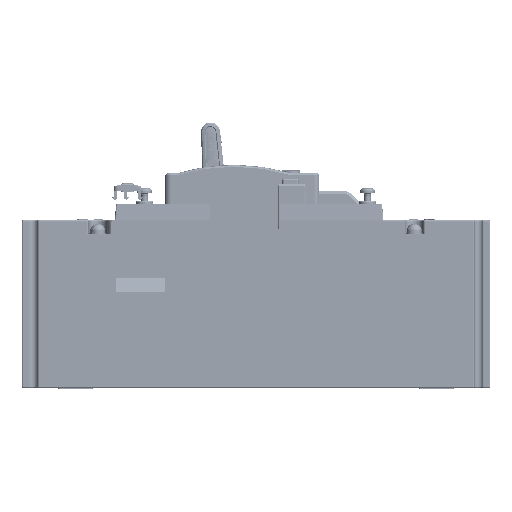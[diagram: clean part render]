
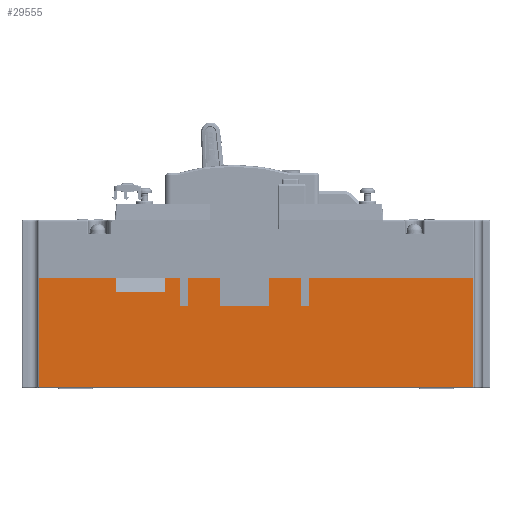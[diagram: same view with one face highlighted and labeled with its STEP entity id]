
A CAD part, front view. The second image highlights one B-rep face of the part: STEP entity #29555.
In plain terms, the highlighted planar face has unit normal (0, -1, 0).
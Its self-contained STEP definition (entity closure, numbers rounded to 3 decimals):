
#6362=FACE_OUTER_BOUND('',#39788,.T.);
#13611=LINE('',#173190,#21989);
#13615=LINE('',#173198,#21993);
#13619=LINE('',#173206,#21997);
#13961=LINE('',#174255,#22339);
#13963=LINE('',#174259,#22341);
#13964=LINE('',#174261,#22342);
#13966=LINE('',#174265,#22344);
#13967=LINE('',#174267,#22345);
#13970=LINE('',#174275,#22348);
#13973=LINE('',#174283,#22351);
#13974=LINE('',#174285,#22352);
#13977=LINE('',#174293,#22355);
#13980=LINE('',#174301,#22358);
#13982=LINE('',#174305,#22360);
#13986=LINE('',#174315,#22364);
#13989=LINE('',#174323,#22367);
#14338=LINE('',#175342,#22716);
#14339=LINE('',#175343,#22717);
#14360=LINE('',#175394,#22738);
#14443=LINE('',#175665,#22821);
#21989=VECTOR('',#119205,1.);
#21993=VECTOR('',#119209,1.);
#21997=VECTOR('',#119213,1.);
#22339=VECTOR('',#120227,1.);
#22341=VECTOR('',#120231,1.);
#22342=VECTOR('',#120234,1.);
#22344=VECTOR('',#120238,1.);
#22345=VECTOR('',#120241,1.);
#22348=VECTOR('',#120250,1.);
#22351=VECTOR('',#120259,1.);
#22352=VECTOR('',#120262,1.);
#22355=VECTOR('',#120271,1.);
#22358=VECTOR('',#120280,1.);
#22360=VECTOR('',#120284,1.);
#22364=VECTOR('',#120294,1.);
#22367=VECTOR('',#120303,1.);
#22716=VECTOR('',#121206,1.);
#22717=VECTOR('',#121207,1.);
#22738=VECTOR('',#121248,1.);
#22821=VECTOR('',#121461,1.);
#29555=ADVANCED_FACE('',(#6362),#32956,.T.);
#32956=PLANE('',#98246);
#39788=EDGE_LOOP('',(#62791,#62792,#62793,#62794,#62795,#62796,#62797,#62798,
#62799,#62800,#62801,#62802,#62803,#62804,#62805,#62806,#62807,#62808,#62809,
#62810,#62811,#62812,#62813,#62814,#62815,#62816));
#62791=ORIENTED_EDGE('',*,*,#86351,.T.);
#62792=ORIENTED_EDGE('',*,*,#86487,.T.);
#62793=ORIENTED_EDGE('',*,*,#86323,.F.);
#62794=ORIENTED_EDGE('',*,*,#85866,.T.);
#62795=ORIENTED_EDGE('',*,*,#85864,.T.);
#62796=ORIENTED_EDGE('',*,*,#85862,.F.);
#62797=ORIENTED_EDGE('',*,*,#85860,.T.);
#62798=ORIENTED_EDGE('',*,*,#85857,.F.);
#62799=ORIENTED_EDGE('',*,*,#86322,.F.);
#62800=ORIENTED_EDGE('',*,*,#85855,.F.);
#62801=ORIENTED_EDGE('',*,*,#85853,.T.);
#62802=ORIENTED_EDGE('',*,*,#85851,.T.);
#62803=ORIENTED_EDGE('',*,*,#85849,.T.);
#62804=ORIENTED_EDGE('',*,*,#85847,.T.);
#62805=ORIENTED_EDGE('',*,*,#85329,.F.);
#62806=ORIENTED_EDGE('',*,*,#85846,.T.);
#62807=ORIENTED_EDGE('',*,*,#85844,.T.);
#62808=ORIENTED_EDGE('',*,*,#85842,.F.);
#62809=ORIENTED_EDGE('',*,*,#85840,.T.);
#62810=ORIENTED_EDGE('',*,*,#85838,.F.);
#62811=ORIENTED_EDGE('',*,*,#85325,.T.);
#62812=ORIENTED_EDGE('',*,*,#85837,.F.);
#62813=ORIENTED_EDGE('',*,*,#85835,.T.);
#62814=ORIENTED_EDGE('',*,*,#85834,.T.);
#62815=ORIENTED_EDGE('',*,*,#85321,.T.);
#62816=ORIENTED_EDGE('',*,*,#85832,.T.);
#73483=VERTEX_POINT('',#173189);
#73484=VERTEX_POINT('',#173191);
#73487=VERTEX_POINT('',#173197);
#73488=VERTEX_POINT('',#173199);
#73491=VERTEX_POINT('',#173205);
#73492=VERTEX_POINT('',#173207);
#73816=VERTEX_POINT('',#174254);
#73817=VERTEX_POINT('',#174258);
#73818=VERTEX_POINT('',#174262);
#73819=VERTEX_POINT('',#174268);
#73820=VERTEX_POINT('',#174272);
#73821=VERTEX_POINT('',#174276);
#73822=VERTEX_POINT('',#174280);
#73823=VERTEX_POINT('',#174286);
#73824=VERTEX_POINT('',#174290);
#73825=VERTEX_POINT('',#174294);
#73826=VERTEX_POINT('',#174298);
#73827=VERTEX_POINT('',#174302);
#73828=VERTEX_POINT('',#174306);
#73829=VERTEX_POINT('',#174307);
#73830=VERTEX_POINT('',#174312);
#73831=VERTEX_POINT('',#174316);
#73832=VERTEX_POINT('',#174320);
#73833=VERTEX_POINT('',#174324);
#74086=VERTEX_POINT('',#175344);
#74105=VERTEX_POINT('',#175393);
#85321=EDGE_CURVE('',#73484,#73483,#13611,.T.);
#85325=EDGE_CURVE('',#73488,#73487,#13615,.T.);
#85329=EDGE_CURVE('',#73491,#73492,#13619,.T.);
#85832=EDGE_CURVE('',#73483,#73816,#13961,.T.);
#85834=EDGE_CURVE('',#73817,#73484,#13963,.T.);
#85835=EDGE_CURVE('',#73818,#73817,#13964,.T.);
#85837=EDGE_CURVE('',#73818,#73487,#13966,.T.);
#85838=EDGE_CURVE('',#73488,#73819,#13967,.T.);
#85840=EDGE_CURVE('',#73820,#73819,#90440,.T.);
#85842=EDGE_CURVE('',#73820,#73821,#13970,.T.);
#85844=EDGE_CURVE('',#73822,#73821,#90441,.T.);
#85846=EDGE_CURVE('',#73491,#73822,#13973,.T.);
#85847=EDGE_CURVE('',#73823,#73492,#13974,.T.);
#85849=EDGE_CURVE('',#73824,#73823,#90442,.T.);
#85851=EDGE_CURVE('',#73825,#73824,#13977,.T.);
#85853=EDGE_CURVE('',#73826,#73825,#90443,.T.);
#85855=EDGE_CURVE('',#73826,#73827,#13980,.T.);
#85857=EDGE_CURVE('',#73828,#73829,#13982,.T.);
#85860=EDGE_CURVE('',#73830,#73829,#90444,.T.);
#85862=EDGE_CURVE('',#73830,#73831,#13986,.T.);
#85864=EDGE_CURVE('',#73832,#73831,#90445,.T.);
#85866=EDGE_CURVE('',#73833,#73832,#13989,.T.);
#86322=EDGE_CURVE('',#73827,#73828,#14338,.T.);
#86323=EDGE_CURVE('',#73833,#74086,#14339,.T.);
#86351=EDGE_CURVE('',#73816,#74105,#14360,.T.);
#86487=EDGE_CURVE('',#74105,#74086,#14443,.T.);
#90440=CIRCLE('',#97875,0.5);
#90441=CIRCLE('',#97878,0.5);
#90442=CIRCLE('',#97882,0.5);
#90443=CIRCLE('',#97885,0.5);
#90444=CIRCLE('',#97889,0.5);
#90445=CIRCLE('',#97892,0.5);
#97875=AXIS2_PLACEMENT_3D('',#174271,#120245,#120246);
#97878=AXIS2_PLACEMENT_3D('',#174279,#120254,#120255);
#97882=AXIS2_PLACEMENT_3D('',#174289,#120266,#120267);
#97885=AXIS2_PLACEMENT_3D('',#174297,#120275,#120276);
#97889=AXIS2_PLACEMENT_3D('',#174311,#120289,#120290);
#97892=AXIS2_PLACEMENT_3D('',#174319,#120298,#120299);
#98246=AXIS2_PLACEMENT_3D('',#175666,#121462,#121463);
#119205=DIRECTION('',(-1.,0.,0.));
#119209=DIRECTION('',(-1.,0.,0.));
#119213=DIRECTION('',(1.,0.,0.));
#120227=DIRECTION('',(0.,0.,-1.));
#120231=DIRECTION('',(0.,0.,1.));
#120234=DIRECTION('',(-1.,0.,0.));
#120238=DIRECTION('',(0.,0.,1.));
#120241=DIRECTION('',(0.,0.,-1.));
#120245=DIRECTION('',(0.,1.,0.));
#120246=DIRECTION('',(1.,0.,0.));
#120250=DIRECTION('',(1.,0.,0.));
#120254=DIRECTION('',(0.,1.,0.));
#120255=DIRECTION('',(1.,0.,0.));
#120259=DIRECTION('',(0.,0.,-1.));
#120262=DIRECTION('',(0.,0.,1.));
#120266=DIRECTION('',(0.,1.,0.));
#120267=DIRECTION('',(1.,0.,0.));
#120271=DIRECTION('',(-1.,0.,0.));
#120275=DIRECTION('',(0.,1.,0.));
#120276=DIRECTION('',(1.,0.,0.));
#120280=DIRECTION('',(0.,0.,1.));
#120284=DIRECTION('',(0.,0.,-1.));
#120289=DIRECTION('',(0.,1.,0.));
#120290=DIRECTION('',(1.,0.,0.));
#120294=DIRECTION('',(1.,0.,0.));
#120298=DIRECTION('',(0.,1.,0.));
#120299=DIRECTION('',(1.,0.,0.));
#120303=DIRECTION('',(0.,0.,-1.));
#121206=DIRECTION('',(1.,0.,0.));
#121207=DIRECTION('',(1.,0.,0.));
#121248=DIRECTION('',(1.,0.,0.));
#121461=DIRECTION('',(0.,0.,1.));
#121462=DIRECTION('',(0.,-1.,0.));
#121463=DIRECTION('',(0.,0.,-1.));
#173189=CARTESIAN_POINT('',(6.96,0.,-3.));
#173190=CARTESIAN_POINT('',(7.93,0.,-3.));
#173191=CARTESIAN_POINT('',(34.766,0.,-3.));
#173197=CARTESIAN_POINT('',(52.766,0.,-3.));
#173198=CARTESIAN_POINT('',(7.93,0.,-3.));
#173199=CARTESIAN_POINT('',(58.166,0.,-3.));
#173205=CARTESIAN_POINT('',(61.166,0.,-3.));
#173206=CARTESIAN_POINT('',(0.766,0.,-3.));
#173207=CARTESIAN_POINT('',(72.666,0.,-3.));
#174254=CARTESIAN_POINT('',(6.96,0.,-42.5));
#174255=CARTESIAN_POINT('',(6.96,0.,-399.));
#174258=CARTESIAN_POINT('',(34.766,0.,-8.));
#174259=CARTESIAN_POINT('',(34.766,0.,-8.));
#174261=CARTESIAN_POINT('',(52.766,0.,-8.));
#174262=CARTESIAN_POINT('',(52.766,0.,-8.));
#174265=CARTESIAN_POINT('',(52.766,0.,-8.));
#174267=CARTESIAN_POINT('',(58.166,0.,-2.));
#174268=CARTESIAN_POINT('',(58.166,0.,-12.8));
#174271=CARTESIAN_POINT('',(58.666,0.,-12.8));
#174272=CARTESIAN_POINT('',(58.666,0.,-13.3));
#174275=CARTESIAN_POINT('',(0.766,0.,-13.3));
#174276=CARTESIAN_POINT('',(60.666,0.,-13.3));
#174279=CARTESIAN_POINT('',(60.666,0.,-12.8));
#174280=CARTESIAN_POINT('',(61.166,0.,-12.8));
#174283=CARTESIAN_POINT('',(61.166,0.,-3.));
#174285=CARTESIAN_POINT('',(72.666,0.,-104.97));
#174286=CARTESIAN_POINT('',(72.666,0.,-12.8));
#174289=CARTESIAN_POINT('',(73.166,0.,-12.8));
#174290=CARTESIAN_POINT('',(73.166,0.,-13.3));
#174293=CARTESIAN_POINT('',(90.366,0.,-13.3));
#174294=CARTESIAN_POINT('',(90.166,0.,-13.3));
#174297=CARTESIAN_POINT('',(90.166,0.,-12.8));
#174298=CARTESIAN_POINT('',(90.666,0.,-12.8));
#174301=CARTESIAN_POINT('',(90.666,0.,-104.97));
#174302=CARTESIAN_POINT('',(90.666,0.,-3.));
#174305=CARTESIAN_POINT('',(102.166,0.,-2.));
#174306=CARTESIAN_POINT('',(102.166,0.,-3.));
#174307=CARTESIAN_POINT('',(102.166,0.,-12.8));
#174311=CARTESIAN_POINT('',(102.666,0.,-12.8));
#174312=CARTESIAN_POINT('',(102.666,0.,-13.3));
#174315=CARTESIAN_POINT('',(0.766,0.,-13.3));
#174316=CARTESIAN_POINT('',(104.666,0.,-13.3));
#174319=CARTESIAN_POINT('',(104.666,0.,-12.8));
#174320=CARTESIAN_POINT('',(105.166,0.,-12.8));
#174323=CARTESIAN_POINT('',(105.166,0.,-3.));
#174324=CARTESIAN_POINT('',(105.166,0.,-3.));
#175342=CARTESIAN_POINT('',(0.766,0.,-3.));
#175343=CARTESIAN_POINT('',(0.766,0.,-3.));
#175344=CARTESIAN_POINT('',(164.572,0.,-3.));
#175393=CARTESIAN_POINT('',(164.572,0.,-42.5));
#175394=CARTESIAN_POINT('',(0.766,0.,-42.5));
#175665=CARTESIAN_POINT('',(164.572,0.,-399.));
#175666=CARTESIAN_POINT('',(0.766,0.,-2.));
